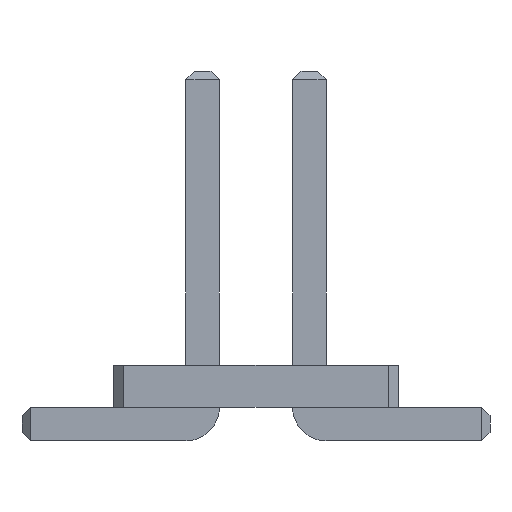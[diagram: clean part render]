
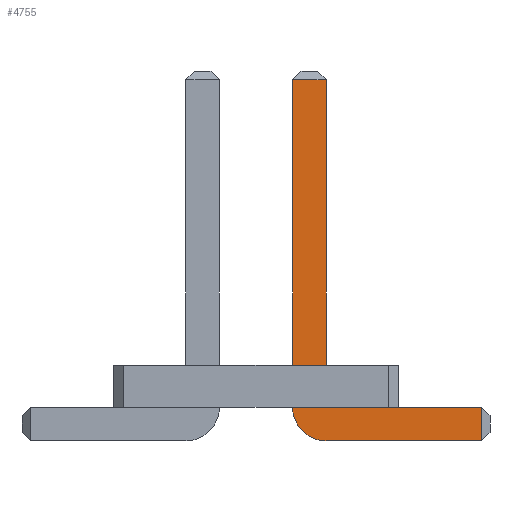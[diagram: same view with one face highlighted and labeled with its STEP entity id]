
A CAD part, front view. The second image highlights one B-rep face of the part: STEP entity #4755.
In plain terms, the highlighted planar face has unit normal (0, -1, 0).
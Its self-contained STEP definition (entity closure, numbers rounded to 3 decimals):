
#67=DIRECTION('',(1.,0.,0.));
#2150=VECTOR('',#67,1.);
#2203=DIRECTION('',(-1.,0.,0.));
#4283=VECTOR('',#2203,1.);
#4560=DIRECTION('',(-0.,1.,0.));
#4561=DIRECTION('',(0.,0.,-1.));
#4568=VECTOR('',#4569,1.);
#4569=DIRECTION('',(0.,0.,1.));
#4580=VECTOR('',#4561,1.);
#4592=DIRECTION('',(0.,1.,0.));
#4593=DIRECTION('',(1.,0.,0.));
#4600=VERTEX_POINT('',#4601);
#4601=CARTESIAN_POINT('',(2.685,-23.06,0.));
#4604=ORIENTED_EDGE('',*,*,#4605,.T.);
#4605=EDGE_CURVE('',#4600,#4606,#4608,.T.);
#4606=VERTEX_POINT('',#4607);
#4607=CARTESIAN_POINT('',(0.835,-23.06,0.));
#4608=LINE('',#4609,#4283);
#4609=CARTESIAN_POINT('',(2.785,-23.06,0.));
#4649=VERTEX_POINT('',#4650);
#4650=CARTESIAN_POINT('',(0.435,-23.06,0.4));
#4653=EDGE_CURVE('',#4606,#4649,#4654,.T.);
#4654=CIRCLE('',#4655,0.4);
#4655=AXIS2_PLACEMENT_3D('',#4656,#4560,#4561);
#4656=CARTESIAN_POINT('',(0.835,-23.06,0.4));
#4665=VERTEX_POINT('',#4656);
#4667=ORIENTED_EDGE('',*,*,#4668,.T.);
#4668=EDGE_CURVE('',#4665,#4669,#4671,.T.);
#4669=VERTEX_POINT('',#4670);
#4670=CARTESIAN_POINT('',(2.685,-23.06,0.4));
#4671=LINE('',#4656,#2150);
#4681=ORIENTED_EDGE('',*,*,#4682,.T.);
#4682=EDGE_CURVE('',#4649,#4683,#4685,.T.);
#4683=VERTEX_POINT('',#4684);
#4684=CARTESIAN_POINT('',(0.435,-23.06,4.3));
#4685=LINE('',#4686,#4568);
#4686=CARTESIAN_POINT('',(0.435,-23.06,0.));
#4699=VERTEX_POINT('',#4700);
#4700=CARTESIAN_POINT('',(0.835,-23.06,4.3));
#4702=ORIENTED_EDGE('',*,*,#4703,.T.);
#4703=EDGE_CURVE('',#4699,#4665,#4704,.T.);
#4704=LINE('',#4705,#4580);
#4705=CARTESIAN_POINT('',(0.835,-23.06,4.4));
#4755=ADVANCED_FACE('',(#4756),#4765,.F.);
#4756=FACE_BOUND('',#4757,.F.);
#4757=EDGE_LOOP('',(#4604,#4758,#4681,#4759,#4702,#4667,#4762));
#4758=ORIENTED_EDGE('',*,*,#4653,.T.);
#4759=ORIENTED_EDGE('',*,*,#4760,.T.);
#4760=EDGE_CURVE('',#4683,#4699,#4761,.T.);
#4761=LINE('',#4684,#2150);
#4762=ORIENTED_EDGE('',*,*,#4763,.T.);
#4763=EDGE_CURVE('',#4669,#4600,#4764,.T.);
#4764=LINE('',#4670,#4580);
#4765=PLANE('',#4766);
#4766=AXIS2_PLACEMENT_3D('',#4767,#4592,#4593);
#4767=CARTESIAN_POINT('',(1.032,-23.06,1.622));
